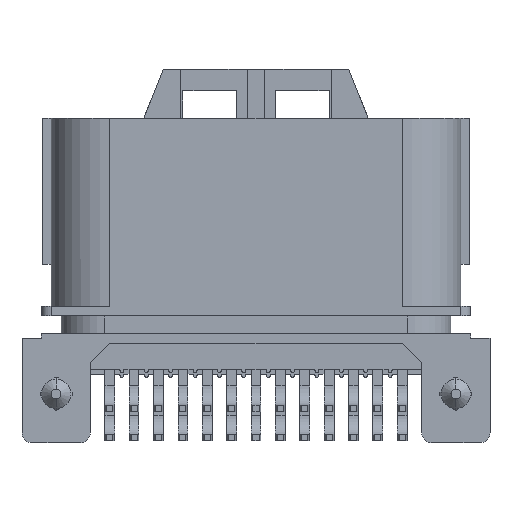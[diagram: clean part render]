
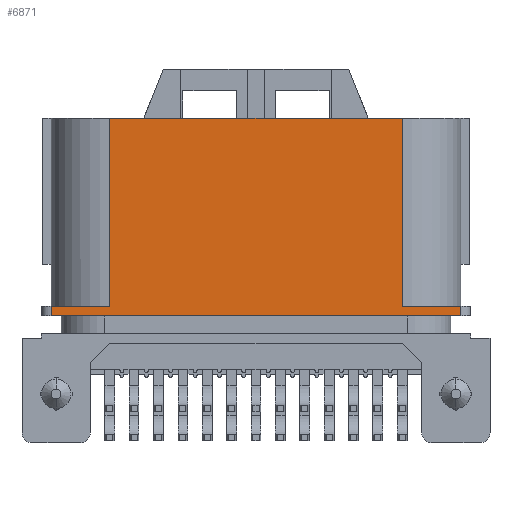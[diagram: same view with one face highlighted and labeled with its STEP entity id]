
A CAD part, front view. The second image highlights one B-rep face of the part: STEP entity #6871.
In plain terms, the highlighted planar face has unit normal (0, -1, 0).
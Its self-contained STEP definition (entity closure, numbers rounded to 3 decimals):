
#6850 = ORIENTED_EDGE ( 'NONE', *, *, #6851, .F. ) ;
#6851 = EDGE_CURVE ( 'NONE', #6852, #6879, #19841, .T. ) ;
#6852 = VERTEX_POINT ( 'NONE', #19905 ) ;
#6853 = ORIENTED_EDGE ( 'NONE', *, *, #6889, .T. ) ;
#6871 = ADVANCED_FACE ( 'NONE', ( #19871 ), #19938, .T. ) ;
#6872 = EDGE_LOOP ( 'NONE', ( #6873, #6877, #6850, #6853, #6891, #6949, #6965, #6967 ) ) ;
#6873 = ORIENTED_EDGE ( 'NONE', *, *, #6874, .F. ) ;
#6874 = EDGE_CURVE ( 'NONE', #6875, #6876, #19936, .T. ) ;
#6875 = VERTEX_POINT ( 'NONE', #19929 ) ;
#6876 = VERTEX_POINT ( 'NONE', #19928 ) ;
#6877 = ORIENTED_EDGE ( 'NONE', *, *, #6878, .T. ) ;
#6878 = EDGE_CURVE ( 'NONE', #6875, #6879, #19927, .T. ) ;
#6879 = VERTEX_POINT ( 'NONE', #19922 ) ;
#6889 = EDGE_CURVE ( 'NONE', #6852, #6890, #17367, .T. ) ;
#6890 = VERTEX_POINT ( 'NONE', #19970 ) ;
#6891 = ORIENTED_EDGE ( 'NONE', *, *, #6918, .F. ) ;
#6898 = VERTEX_POINT ( 'NONE', #19953 ) ;
#6908 = EDGE_CURVE ( 'NONE', #6966, #6898, #19940, .T. ) ;
#6918 = EDGE_CURVE ( 'NONE', #6972, #6890, #19985, .T. ) ;
#6949 = ORIENTED_EDGE ( 'NONE', *, *, #6984, .T. ) ;
#6965 = ORIENTED_EDGE ( 'NONE', *, *, #6908, .F. ) ;
#6966 = VERTEX_POINT ( 'NONE', #20081 ) ;
#6967 = ORIENTED_EDGE ( 'NONE', *, *, #6968, .F. ) ;
#6968 = EDGE_CURVE ( 'NONE', #6876, #6966, #20080, .T. ) ;
#6972 = VERTEX_POINT ( 'NONE', #20071 ) ;
#6984 = EDGE_CURVE ( 'NONE', #6972, #6898, #20113, .T. ) ;
#17360 = DIRECTION ( 'NONE',  ( 0., 0., 1. ) ) ;
#17361 = VECTOR ( 'NONE', #17360, 1000. ) ;
#17366 = CARTESIAN_POINT ( 'NONE',  ( 21., -8.2, -23.1 ) ) ;
#17367 = LINE ( 'NONE', #17366, #17361 ) ;
#19838 = DIRECTION ( 'NONE',  ( -1., 0., 0. ) ) ;
#19839 = VECTOR ( 'NONE', #19838, 1000. ) ;
#19840 = CARTESIAN_POINT ( 'NONE',  ( -22., -8.2, -20.3 ) ) ;
#19841 = LINE ( 'NONE', #19840, #19839 ) ;
#19871 = FACE_OUTER_BOUND ( 'NONE', #6872, .T. ) ;
#19905 = CARTESIAN_POINT ( 'NONE',  ( 21., -8.2, -20.3 ) ) ;
#19922 = CARTESIAN_POINT ( 'NONE',  ( -21., -8.2, -20.3 ) ) ;
#19923 = DIRECTION ( 'NONE',  ( 0., 0., -1. ) ) ;
#19925 = VECTOR ( 'NONE', #19923, 1000. ) ;
#19926 = CARTESIAN_POINT ( 'NONE',  ( -21., -8.2, -23.1 ) ) ;
#19927 = LINE ( 'NONE', #19926, #19925 ) ;
#19928 = CARTESIAN_POINT ( 'NONE',  ( -15., -8.2, -19.3 ) ) ;
#19929 = CARTESIAN_POINT ( 'NONE',  ( -21., -8.2, -19.3 ) ) ;
#19930 = DIRECTION ( 'NONE',  ( 1., 0., 0. ) ) ;
#19931 = VECTOR ( 'NONE', #19930, 1000. ) ;
#19932 = CARTESIAN_POINT ( 'NONE',  ( -22., -8.2, -19.3 ) ) ;
#19933 = DIRECTION ( 'NONE',  ( 1., 0., 0. ) ) ;
#19934 = DIRECTION ( 'NONE',  ( 0., -1., 0. ) ) ;
#19935 = AXIS2_PLACEMENT_3D ( 'NONE', #19937, #19934, #19933 ) ;
#19936 = LINE ( 'NONE', #19932, #19931 ) ;
#19937 = CARTESIAN_POINT ( 'NONE',  ( -22., -8.2, -23.1 ) ) ;
#19938 = PLANE ( 'NONE',  #19935 ) ;
#19939 = CARTESIAN_POINT ( 'NONE',  ( -22., -8.2, 0. ) ) ;
#19940 = LINE ( 'NONE', #19939, #20001 ) ;
#19953 = CARTESIAN_POINT ( 'NONE',  ( 15., -8.2, 0. ) ) ;
#19970 = CARTESIAN_POINT ( 'NONE',  ( 21., -8.2, -19.3 ) ) ;
#19982 = DIRECTION ( 'NONE',  ( 1., 0., 0. ) ) ;
#19983 = VECTOR ( 'NONE', #19982, 1000. ) ;
#19984 = CARTESIAN_POINT ( 'NONE',  ( 15., -8.2, -19.3 ) ) ;
#19985 = LINE ( 'NONE', #19984, #19983 ) ;
#19999 = DIRECTION ( 'NONE',  ( 1., 0., 0. ) ) ;
#20001 = VECTOR ( 'NONE', #19999, 1000. ) ;
#20071 = CARTESIAN_POINT ( 'NONE',  ( 15., -8.2, -19.3 ) ) ;
#20077 = DIRECTION ( 'NONE',  ( 0., 0., 1. ) ) ;
#20078 = VECTOR ( 'NONE', #20077, 1000. ) ;
#20079 = CARTESIAN_POINT ( 'NONE',  ( -15., -8.2, -19.1 ) ) ;
#20080 = LINE ( 'NONE', #20079, #20078 ) ;
#20081 = CARTESIAN_POINT ( 'NONE',  ( -15., -8.2, 0. ) ) ;
#20110 = DIRECTION ( 'NONE',  ( 0., 0., 1. ) ) ;
#20111 = VECTOR ( 'NONE', #20110, 1000. ) ;
#20112 = CARTESIAN_POINT ( 'NONE',  ( 15., -8.2, -19.1 ) ) ;
#20113 = LINE ( 'NONE', #20112, #20111 ) ;
